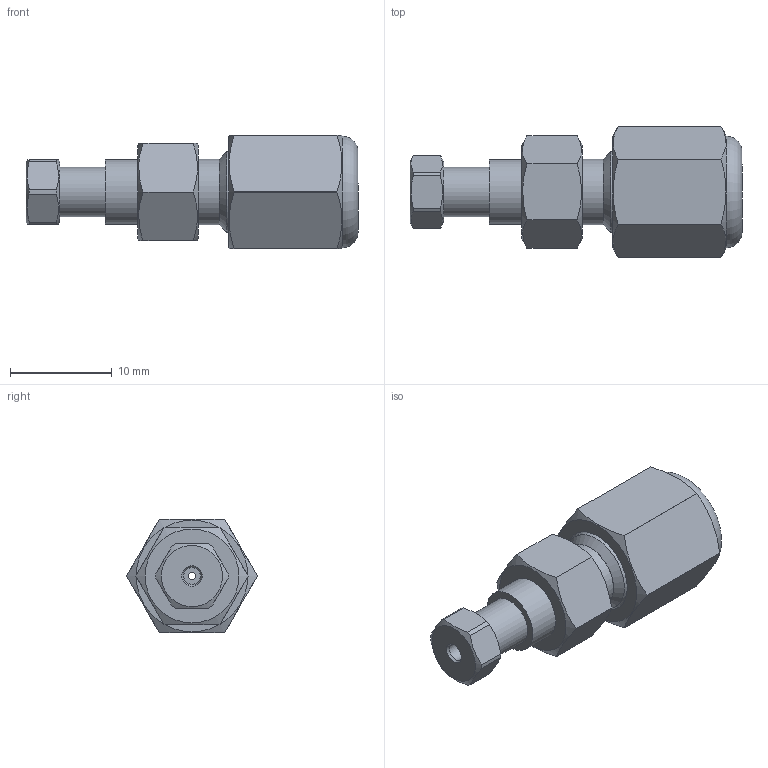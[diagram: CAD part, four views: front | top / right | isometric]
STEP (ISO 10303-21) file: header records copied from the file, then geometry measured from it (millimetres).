
FILE_DESCRIPTION((''),'2;1');
FILE_NAME('305009-EZRU21 External-internal reducing union.stp','2013-08-23T11:29:45',('Franzp'),(''),'Autodesk Inventor 2013','Autodesk Inventor 2013','');
FILE_SCHEMA(('AUTOMOTIVE_DESIGN { 1 0 10303 214 1 1 1 1 }'));
Length unit declared in the file: millimetre
Products named in the file (1): 305009_Shrinkwrap_1
Bounding box: 32.59 x 12.83 x 11.11 mm (x, y, z)
Surface area: 1520.4 mm2 (no closed solid volume)
Topology: 0 solids, 8 shells, 55 faces, 151 edges, 101 vertices
Faces by surface type: plane 29, cone 13, cylinder 12, torus 1
Full cylindrical faces by diameter (mm): 1.727 x1, 3.3 x1, 4.826 x1, 6.35 x1, 6.42 x1, 7.938 x1
Entity records: 1690 total; most frequent: CARTESIAN_POINT 350, DIRECTION 262, ORIENTED_EDGE 212, EDGE_CURVE 126, AXIS2_PLACEMENT_3D 116, VERTEX_POINT 96, EDGE_LOOP 86, CIRCLE 60
